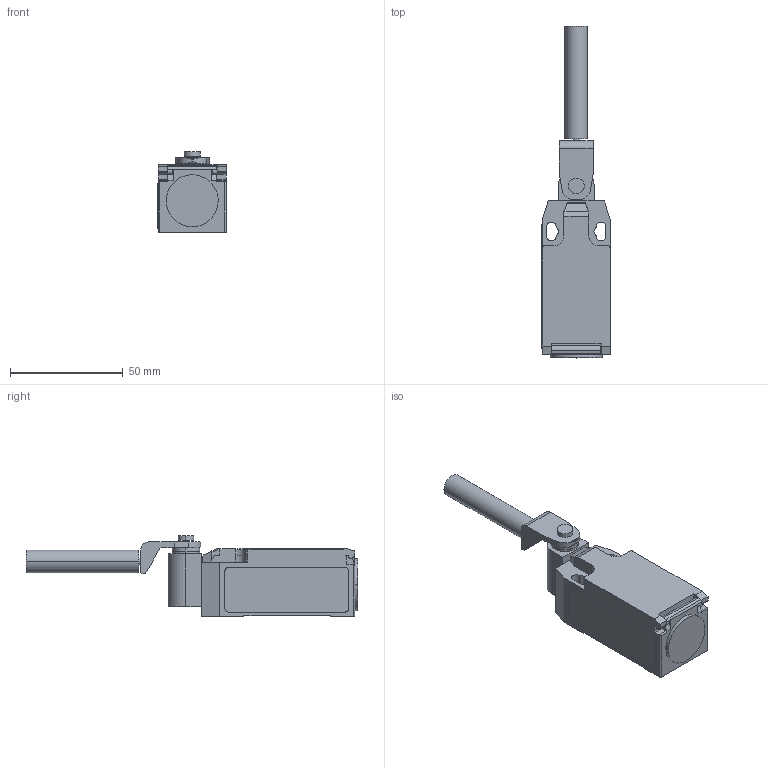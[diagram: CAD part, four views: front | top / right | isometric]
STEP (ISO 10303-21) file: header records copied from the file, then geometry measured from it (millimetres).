
FILE_DESCRIPTION((''),'2;1');
FILE_NAME('3d_KBH1S02.stp','2012-10-03T08:10:07',(''),(''),'Mechanical Desktop 2011','Mechanical Desktop 2011',', , ');
FILE_SCHEMA(('CONFIG_CONTROL_DESIGN'));
Length unit declared in the file: millimetre
Products named in the file (1): Product
Bounding box: 30.2 x 147 x 35.73 mm (x, y, z)
Volume: 67229.9 mm3; surface area: 16805.2 mm2
Topology: 10 solids, 10 shells, 174 faces, 485 edges, 343 vertices
Faces by surface type: plane 114, cylinder 57, bspline 3
Entity records: 5690 total; most frequent: CARTESIAN_POINT 1027, DIRECTION 953, ORIENTED_EDGE 944, EDGE_CURVE 472, VECTOR 361, LINE 361, VERTEX_POINT 318, AXIS2_PLACEMENT_3D 296
